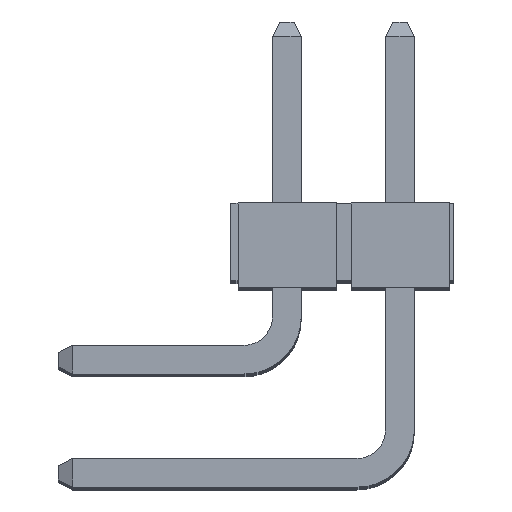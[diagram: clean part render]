
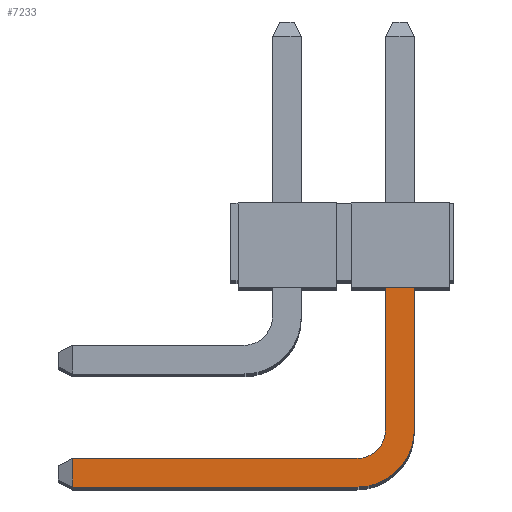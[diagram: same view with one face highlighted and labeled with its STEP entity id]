
A CAD part, top view. The second image highlights one B-rep face of the part: STEP entity #7233.
In plain terms, the highlighted planar face has unit normal (0, 0, 1).
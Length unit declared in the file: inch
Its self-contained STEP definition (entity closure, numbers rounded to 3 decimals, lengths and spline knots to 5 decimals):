
#33020 = CARTESIAN_POINT ( 'NONE',  ( 0.0302, -0.0987, 0.5609 ) ) ;
#16734 = ORIENTED_EDGE ( 'NONE', *, *, #28604, .F. ) ;
#498 = CIRCLE ( 'NONE', #499, 0.02 ) ;
#499 = AXIS2_PLACEMENT_3D ( 'NONE', #500, #522, #523 ) ;
#500 = CARTESIAN_POINT ( 'NONE',  ( 0.0102, -0.0987, 0.5609 ) ) ;
#522 = DIRECTION ( 'NONE',  ( 0., 0., 1. ) ) ;
#523 = DIRECTION ( 'NONE',  ( 1., 0., 0. ) ) ;
#17546 = EDGE_CURVE ( 'NONE', #20793, #19321, #20670, .T. ) ;
#18095 = ORIENTED_EDGE ( 'NONE', *, *, #17546, .F. ) ;
#2340 = LINE ( 'NONE', #2341, #2342 ) ;
#2341 = CARTESIAN_POINT ( 'NONE',  ( 0.05005, 0.00985, 0.5609 ) ) ;
#2342 = VECTOR ( 'NONE', #2343, 39.37008 ) ;
#2343 = DIRECTION ( 'NONE',  ( 1., 0., 0. ) ) ;
#18869 = ORIENTED_EDGE ( 'NONE', *, *, #19645, .F. ) ;
#19321 = VERTEX_POINT ( 'NONE', #22793 ) ;
#19645 = EDGE_CURVE ( 'NONE', #19321, #11609, #23252, .T. ) ;
#19695 = ORIENTED_EDGE ( 'NONE', *, *, #11937, .F. ) ;
#3719 = ORIENTED_EDGE ( 'NONE', *, *, #20363, .T. ) ;
#20363 = EDGE_CURVE ( 'NONE', #9754, #30279, #24118, .T. ) ;
#20670 = LINE ( 'NONE', #20671, #20672 ) ;
#20671 = CARTESIAN_POINT ( 'NONE',  ( 0.0502, 0.175, 0.5609 ) ) ;
#20672 = VECTOR ( 'NONE', #20673, 39.37008 ) ;
#20673 = DIRECTION ( 'NONE',  ( 0., -1., 0. ) ) ;
#20793 = VERTEX_POINT ( 'NONE', #24906 ) ;
#5010 = ORIENTED_EDGE ( 'NONE', *, *, #10309, .F. ) ;
#5121 = VERTEX_POINT ( 'NONE', #6474 ) ;
#5595 = CARTESIAN_POINT ( 'NONE',  ( -0.1875, -0.1387, 0.5609 ) ) ;
#22793 = CARTESIAN_POINT ( 'NONE',  ( 0.0502, -0.0987, 0.5609 ) ) ;
#6474 = CARTESIAN_POINT ( 'NONE',  ( 0.0302, 0.00985, 0.5609 ) ) ;
#6638 = EDGE_LOOP ( 'NONE', ( #5010, #3719, #19695, #18869, #18095, #16734, #15934, #15173 ) ) ;
#23252 = CIRCLE ( 'NONE', #23253, 0.04 ) ;
#23253 = AXIS2_PLACEMENT_3D ( 'NONE', #23254, #23255, #23256 ) ;
#23254 = CARTESIAN_POINT ( 'NONE',  ( 0.0102, -0.0987, 0.5609 ) ) ;
#23255 = DIRECTION ( 'NONE',  ( 0., 0., -1. ) ) ;
#23256 = DIRECTION ( 'NONE',  ( -1., 0., 0. ) ) ;
#7233 = ADVANCED_FACE ( 'NONE', ( #9276 ), #9277, .F. ) ;
#24118 = LINE ( 'NONE', #24119, #24120 ) ;
#24119 = CARTESIAN_POINT ( 'NONE',  ( -0.1875, -0.0987, 0.5609 ) ) ;
#24120 = VECTOR ( 'NONE', #24121, 39.37008 ) ;
#24121 = DIRECTION ( 'NONE',  ( 0., -1., 0. ) ) ;
#24906 = CARTESIAN_POINT ( 'NONE',  ( 0.0502, 0.00985, 0.5609 ) ) ;
#9226 = VERTEX_POINT ( 'NONE', #11444 ) ;
#9276 = FACE_OUTER_BOUND ( 'NONE', #6638, .T. ) ;
#9277 = PLANE ( 'NONE',  #9278 ) ;
#9278 = AXIS2_PLACEMENT_3D ( 'NONE', #9279, #9280, #9281 ) ;
#9279 = CARTESIAN_POINT ( 'NONE',  ( 0.0102, -0.0987, 0.5609 ) ) ;
#9280 = DIRECTION ( 'NONE',  ( 0., 0., -1. ) ) ;
#9281 = DIRECTION ( 'NONE',  ( -1., 0., 0. ) ) ;
#9754 = VERTEX_POINT ( 'NONE', #11896 ) ;
#10030 = LINE ( 'NONE', #10052, #10053 ) ;
#10052 = CARTESIAN_POINT ( 'NONE',  ( 0.0302, -0.0987, 0.5609 ) ) ;
#10053 = VECTOR ( 'NONE', #10054, 39.37008 ) ;
#10054 = DIRECTION ( 'NONE',  ( 0., 1., 0. ) ) ;
#10309 = EDGE_CURVE ( 'NONE', #9754, #9226, #12387, .T. ) ;
#27336 = VERTEX_POINT ( 'NONE', #33020 ) ;
#27666 = EDGE_CURVE ( 'NONE', #9226, #27336, #498, .T. ) ;
#11444 = CARTESIAN_POINT ( 'NONE',  ( 0.0102, -0.1187, 0.5609 ) ) ;
#11609 = VERTEX_POINT ( 'NONE', #13086 ) ;
#11896 = CARTESIAN_POINT ( 'NONE',  ( -0.1875, -0.1187, 0.5609 ) ) ;
#11937 = EDGE_CURVE ( 'NONE', #11609, #30279, #13447, .T. ) ;
#28604 = EDGE_CURVE ( 'NONE', #5121, #20793, #2340, .T. ) ;
#12387 = LINE ( 'NONE', #12388, #12400 ) ;
#12388 = CARTESIAN_POINT ( 'NONE',  ( -0.1875, -0.1187, 0.5609 ) ) ;
#12400 = VECTOR ( 'NONE', #12401, 39.37008 ) ;
#12401 = DIRECTION ( 'NONE',  ( 1., 0., 0. ) ) ;
#13086 = CARTESIAN_POINT ( 'NONE',  ( 0.0102, -0.1387, 0.5609 ) ) ;
#13447 = LINE ( 'NONE', #13448, #13449 ) ;
#13448 = CARTESIAN_POINT ( 'NONE',  ( 0.0102, -0.1387, 0.5609 ) ) ;
#13449 = VECTOR ( 'NONE', #13450, 39.37008 ) ;
#13450 = DIRECTION ( 'NONE',  ( -1., 0., 0. ) ) ;
#30279 = VERTEX_POINT ( 'NONE', #5595 ) ;
#15173 = ORIENTED_EDGE ( 'NONE', *, *, #27666, .F. ) ;
#15934 = ORIENTED_EDGE ( 'NONE', *, *, #32476, .F. ) ;
#32476 = EDGE_CURVE ( 'NONE', #27336, #5121, #10030, .T. ) ;
